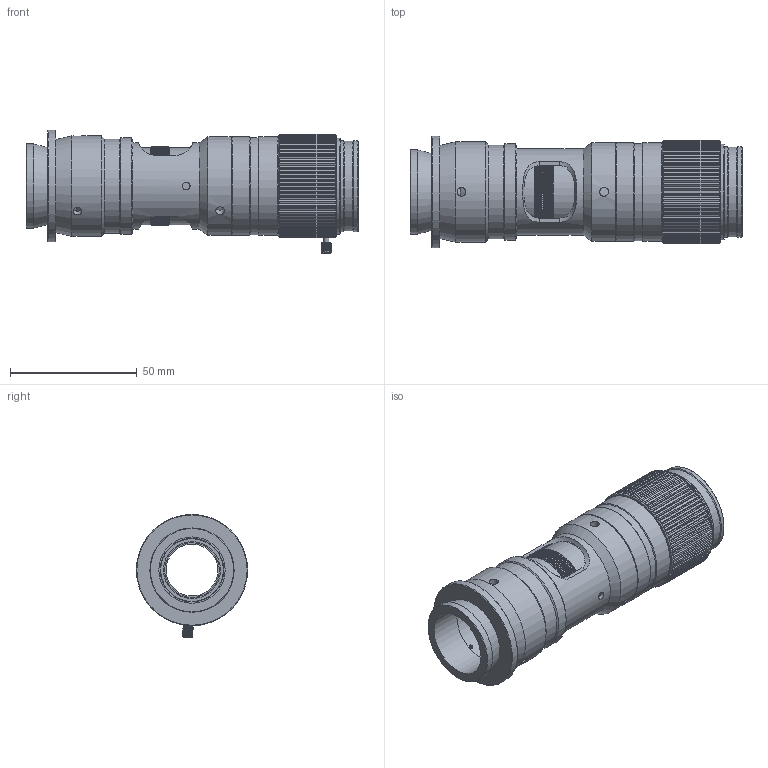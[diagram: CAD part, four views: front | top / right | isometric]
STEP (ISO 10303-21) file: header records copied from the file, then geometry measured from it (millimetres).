
FILE_DESCRIPTION (( 'STEP AP203' ), '1' );
FILE_NAME ('693029.STEP', '2024-07-15T02:36:33', ( 'Windows User' ), ( 'P R C' ), 'SwSTEP 2.0', 'SolidWorks 2020', '' );
FILE_SCHEMA (( 'CONFIG_CONTROL_DESIGN' ));
Length unit declared in the file: millimetre
Products named in the file (1): 693029
Bounding box: 131.2 x 44 x 48.66 mm (x, y, z)
Volume: 58778.3 mm3; surface area: 59247.4 mm2
Topology: 12 solids, 12 shells, 996 faces, 2681 edges, 1730 vertices
Faces by surface type: plane 579, cylinder 316, cone 97, bspline 4
Full cylindrical faces by diameter (mm): 0.95 x3, 1.1 x2, 1.2 x3, 1.5 x3, 1.6 x4, 2 x1, 2.2 x4, 3 x3, 3.048 x1, 3.5 x6, 4 x1, 20.5 x1, 21.6 x1, 22.5 x1, 23.2 x1, 24.76 x1, 26.2 x1, 26.56 x1, 26.76 x2, 27.76 x1, 27.96 x1, 28 x1, 28.7 x1, 29 x4, 30.6 x2, 31.1 x1, 31.5 x2, 31.874 x1, 31.9 x2, 32.5 x3
Entity records: 34678 total; most frequent: CARTESIAN_POINT 11933, ORIENTED_EDGE 4952, DIRECTION 4157, EDGE_CURVE 2476, VERTEX_POINT 1662, AXIS2_PLACEMENT_3D 1654, EDGE_LOOP 1214, FACE_OUTER_BOUND 1077
